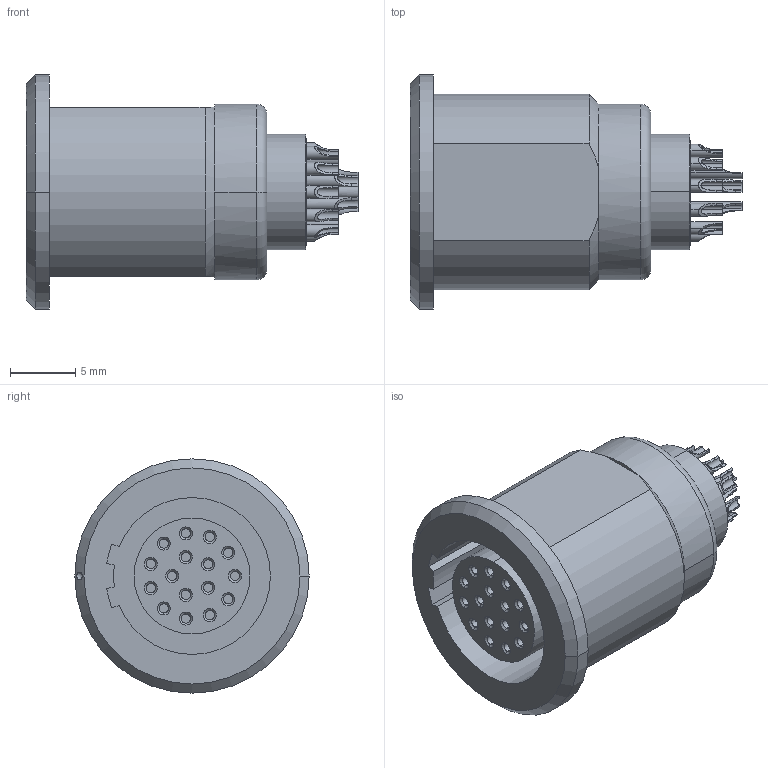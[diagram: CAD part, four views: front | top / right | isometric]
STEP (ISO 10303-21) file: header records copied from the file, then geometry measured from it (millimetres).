
FILE_DESCRIPTION((''),'2;1');
FILE_NAME('G12LAC-P16L','2013-01-28T',('rtrager'),(''),'PRO/ENGINEER BY PARAMETRIC TECHNOLOGY CORPORATION, 2010330','PRO/ENGINEER BY PARAMETRIC TECHNOLOGY CORPORATION, 2010330','');
FILE_SCHEMA(('CONFIG_CONTROL_DESIGN'));
Length unit declared in the file: millimetre
Products named in the file (1): G12LAC-P16L
Bounding box: 25.5 x 18 x 18 mm (x, y, z)
Volume: 2546.1 mm3; surface area: 2727.4 mm2
Topology: 1 solids, 1 shells, 275 faces, 668 edges, 430 vertices
Faces by surface type: cylinder 140, plane 71, cone 36, torus 18, bspline 9, sphere 1
Entity records: 9457 total; most frequent: CARTESIAN_POINT 2852, DIRECTION 1442, ORIENTED_EDGE 1332, EDGE_CURVE 666, AXIS2_PLACEMENT_3D 593, VERTEX_POINT 430, CIRCLE 327, EDGE_LOOP 312
